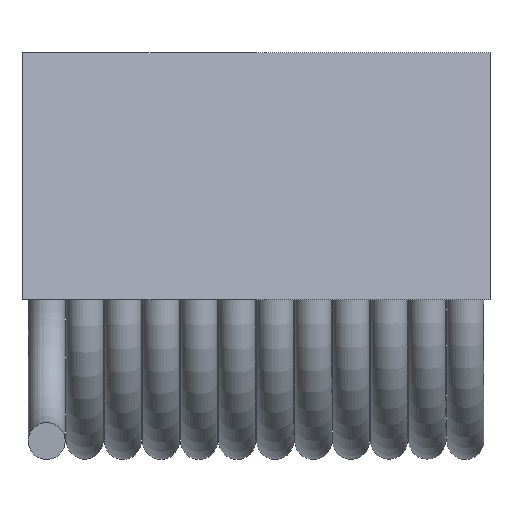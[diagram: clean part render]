
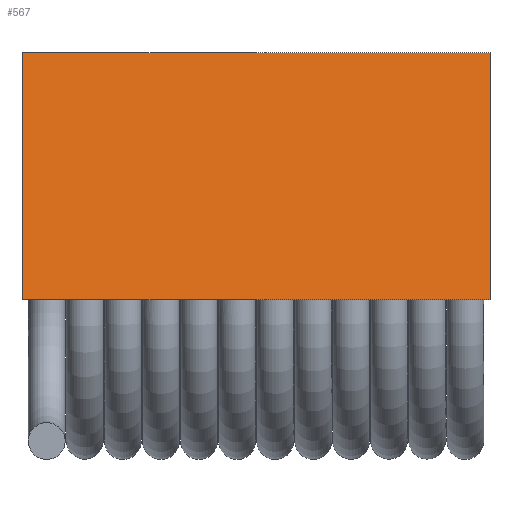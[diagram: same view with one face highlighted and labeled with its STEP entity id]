
A CAD part, left-side view. The second image highlights one B-rep face of the part: STEP entity #567.
In plain terms, the highlighted face is planar.
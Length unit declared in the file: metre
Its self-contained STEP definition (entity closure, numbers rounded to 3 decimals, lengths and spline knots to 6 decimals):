
#17=LINE('',#785,#33);
#26=LINE('',#845,#42);
#27=LINE('',#847,#43);
#28=LINE('',#849,#44);
#33=VECTOR('',#664,1.);
#42=VECTOR('',#719,1.);
#43=VECTOR('',#722,1.);
#44=VECTOR('',#723,1.);
#52=PLANE('',#623);
#101=ORIENTED_EDGE('',*,*,#183,.T.);
#102=ORIENTED_EDGE('',*,*,#184,.F.);
#103=ORIENTED_EDGE('',*,*,#185,.F.);
#104=ORIENTED_EDGE('',*,*,#153,.T.);
#153=EDGE_CURVE('',#198,#197,#17,.T.);
#183=EDGE_CURVE('',#197,#225,#26,.T.);
#184=EDGE_CURVE('',#226,#225,#27,.T.);
#185=EDGE_CURVE('',#198,#226,#28,.T.);
#197=VERTEX_POINT('',#784);
#198=VERTEX_POINT('',#786);
#225=VERTEX_POINT('',#844);
#226=VERTEX_POINT('',#848);
#288=EDGE_LOOP('',(#101,#102,#103,#104));
#348=FACE_BOUND('',#288,.T.);
#567=ADVANCED_FACE('',(#348),#52,.F.);
#623=AXIS2_PLACEMENT_3D('',#846,#720,#721);
#664=DIRECTION('',(0.,0.,-1.));
#719=DIRECTION('',(0.985,0.174,0.));
#720=DIRECTION('',(-0.174,0.985,0.));
#721=DIRECTION('',(-0.985,-0.174,0.));
#722=DIRECTION('',(0.,0.,-1.));
#723=DIRECTION('',(0.985,0.174,0.));
#784=CARTESIAN_POINT('',(0.,-0.001905,-0.00245));
#785=CARTESIAN_POINT('',(0.,-0.001905,0.00238));
#786=CARTESIAN_POINT('',(0.,-0.001905,0.00238));
#844=CARTESIAN_POINT('',(0.00255,-0.001455,-0.00245));
#845=CARTESIAN_POINT('',(0.,-0.001905,-0.00245));
#846=CARTESIAN_POINT('',(0.,-0.001905,0.00238));
#847=CARTESIAN_POINT('',(0.00255,-0.001455,0.00238));
#848=CARTESIAN_POINT('',(0.00255,-0.001455,0.00238));
#849=CARTESIAN_POINT('',(0.,-0.001905,0.00238));
